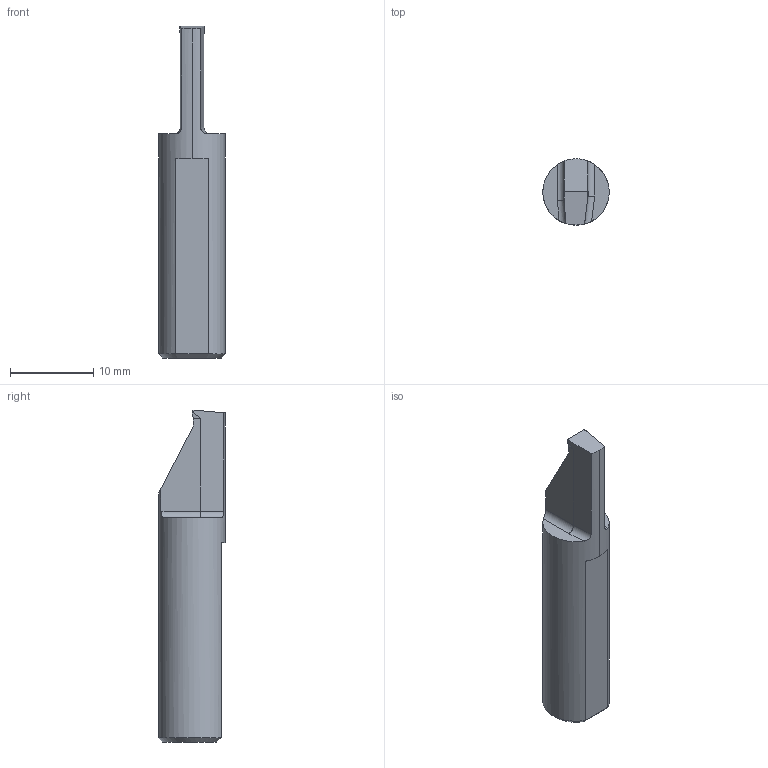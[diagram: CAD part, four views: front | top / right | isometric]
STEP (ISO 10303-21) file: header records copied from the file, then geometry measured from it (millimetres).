
FILE_DESCRIPTION(('no description'),'unknown implementation level');
FILE_NAME('EC11FA05-2FCA-4030-9F46-EA6BB61868BE_export.stp',' ',('CIMSOURCE GmbH'),('CADClick - KiM GmbH - www.kimweb.de'),'unknown preprocess','ACIS','unknown authorization');
FILE_SCHEMA(('automotive_design'));
Length unit declared in the file: millimetre
Products named in the file (1): Verrundung Freistellung
Bounding box: 7.99 x 8 x 40 mm (x, y, z)
Volume: 1533.8 mm3; surface area: 972.4 mm2
Topology: 1 solids, 1 shells, 28 faces, 73 edges, 47 vertices
Faces by surface type: plane 16, cylinder 10, cone 2
Entity records: 1742 total; most frequent: CARTESIAN_POINT 230, STYLED_ITEM 149, PRESENTATION_STYLE_ASSIGNMENT 149, COLOUR_RGB 149, ORIENTED_EDGE 146, DIRECTION 131, EDGE_CURVE 73, CURVE_STYLE 73
